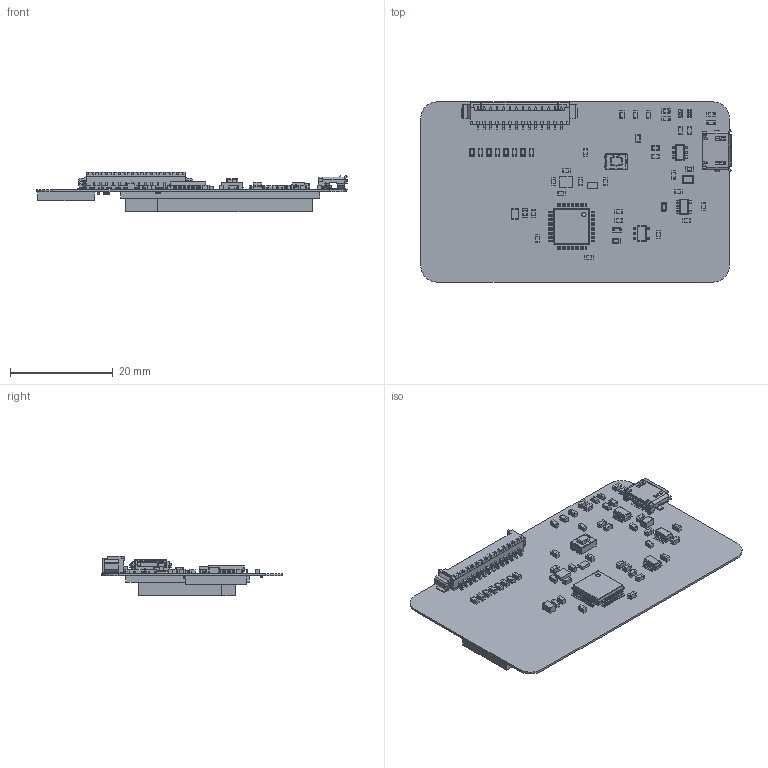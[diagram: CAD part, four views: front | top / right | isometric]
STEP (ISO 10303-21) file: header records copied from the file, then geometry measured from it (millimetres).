
FILE_DESCRIPTION(('Open CASCADE Model'),'2;1');
FILE_NAME('Open CASCADE Shape Model','2019-03-11T13:45:15',('Author'),( 'Open CASCADE'),'Open CASCADE STEP processor 6.8','Open CASCADE 6.8' ,'Unknown');
FILE_SCHEMA(('AUTOMOTIVE_DESIGN { 1 0 10303 214 1 1 1 1 }'));
Length unit declared in the file: millimetre
Products named in the file (129): PCB; Board; Open CASCADE STEP translator 6.8 1.1.1; R11; R0603; R10; 7535721216; Mid_Body; Terminal; Open_CASCADE_STEP_translator_6.8_3.2.1; Mark; U3; 8173159904; Body; Open_CASCADE_STEP_translator_6.8_1.1.1; Leader; CON1; 532611471; Open CASCADE STEP translator 6.8 1.5.1.1; Open CASCADE STEP translator 6.8 1.5.1.2; U5; U4; 8173163024; Open_CASCADE_STEP_translator_6.8_6.1.1; U2; 7856302224; Extruded; 7856302464; U1; 8173160384; Open_CASCADE_STEP_translator_6.8_18.1; Open_CASCADE_STEP_translator_6.8_18.2.1; A1; 7856297584; Y1; 7856296064; X1; 7559715696; S1; User_Library-Switch-CK-KMR2 ...
Assembly tree (226 placements, depth 5):
  PCB
    Board
      Open CASCADE STEP translator 6.8 1.1.1
    R11
      R0603
    R10
      7535721216
        Mid_Body
        Terminal  x2
          Open_CASCADE_STEP_translator_6.8_3.2.1
        Mark
    U3
      8173159904
        Body
          Open_CASCADE_STEP_translator_6.8_1.1.1
        Leader  x5
    CON1
      532611471
        Open CASCADE STEP translator 6.8 1.5.1.1
        Open CASCADE STEP translator 6.8 1.5.1.2
    U5
      8173159904
        Body
          Open_CASCADE_STEP_translator_6.8_1.1.1
        Leader  x5
    U4
      8173163024
        Body
          Open_CASCADE_STEP_translator_6.8_6.1.1
        Leader  x6
    U2
      7856302224
        Extruded
      7856302464
        Extruded
    U1
      8173160384
        Open_CASCADE_STEP_translator_6.8_18.1
        Body
          Open_CASCADE_STEP_translator_6.8_18.2.1
        Leader  x24
        Leader  x24
    A1
      7856297584
        Extruded
    Y1
      7856296064
        Extruded
    X1
      7559715696
        Extruded
    S1
      User_Library-Switch-CK-KMR2
        User_Library-Switch-CK-KMR2_Button
        User_Library-Switch-CK-KMR2_Boitier
        User_Library-Switch-CK-KMR2_Tole
        User_Library-Switch-CK-KMR2_Pads
    R27
      R0603
    R26
Bounding box: 60.33 x 35 x 7.69 mm (x, y, z)
Volume: 4304.8 mm3; surface area: 9800.2 mm2
Topology: 143 solids, 162 shells, 5243 faces, 12203 edges, 6997 vertices
Faces by surface type: plane 3150, cylinder 1605, bspline 238, sphere 232, cone 18
Full cylindrical faces by diameter (mm): 0.875 x1
Entity records: 77193 total; most frequent: CARTESIAN_POINT 16251, ORIENTED_EDGE 10695, DIRECTION 10179, EDGE_CURVE 5394, LINE 4125, VECTOR 4125, VERTEX_POINT 3395, AXIS2_PLACEMENT_3D 3027
